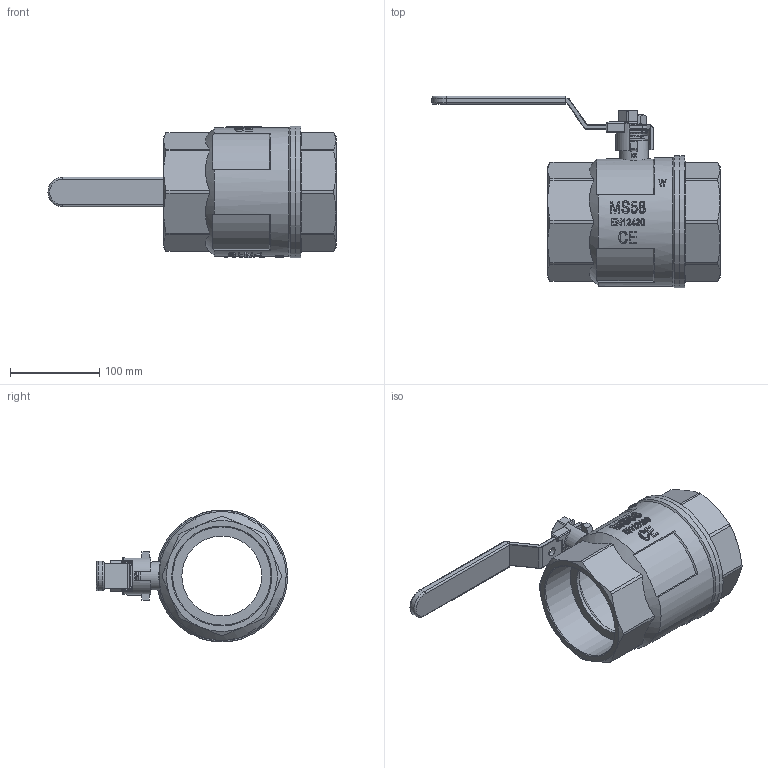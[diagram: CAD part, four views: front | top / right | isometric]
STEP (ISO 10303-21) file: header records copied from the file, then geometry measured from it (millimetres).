
FILE_DESCRIPTION(/* description */ ('Unknown','CAx-IF Rec.Pracs.---Representation and Presentation of Product Manufacturing Information (PMI)---4.0---2014-10-13','CAx-IF Rec.Pracs.---3D Tessellated Geometry---0.4---2014-09-14','2;1'),/* implementation_level */ '2;1');
FILE_NAME(/* name */ '605-12',/* time_stamp */ '2023-09-21T10:59:14+02:00',/* author */ ('Unknown'),/* organization */ ('Unknown'),/* preprocessor_version */ 'ST-DEVELOPER v18.102',/* originating_system */ 'Solid Edge',/* authorisation */ 'Unknown');
FILE_SCHEMA (('AP242_MANAGED_MODEL_BASED_3D_ENGINEERING_MIM_LF { 1 0 10303 442 1 1 4 }'));
Products named in the file (11): 605-12; Edelstahlgriff-DN65-DN80-DN100; Griff; Verschu_; 600-2_1_2-Mutter-st-gr; 600-12; 600-12_Spindel; 600-12_Stopfbuchse; 600-12_Einschraubteil; 600-12_Körper
Assembly tree (10 placements, depth 4):
  605-12
    Edelstahlgriff-DN65-DN80-DN100
      Griff
      Verschu_
      600-2_1_2-Mutter-st-gr
    600-12
      600-12_Spindel
        600-12_Stopfbuchse
        600-12_Spindel
      600-12_Einschraubteil
      600-12_Körper
Bounding box: 322.5 x 214.25 x 147.5 mm (x, y, z)
Volume: 714978.5 mm3; surface area: 249940.4 mm2
Topology: 7 solids, 7 shells, 1536 faces, 4226 edges, 2762 vertices
Faces by surface type: plane 1240, cylinder 178, cone 51, torus 37, sphere 16, bspline 14
Full cylindrical faces by diameter (mm): 10 x1, 14 x1, 17.6 x1, 20 x3, 20.5 x1, 24 x1, 25.1 x1, 26 x1, 26.5 x1, 28 x1, 32 x1, 89.5 x2, 110 x2, 110.072 x2, 134 x1, 136 x1, 136.5 x1, 144 x1, 147.5 x2
Entity records: 62796 total; most frequent: CARTESIAN_POINT 14320, DIRECTION 9128, ORIENTED_EDGE 8318, EDGE_CURVE 4159, AXIS2_PLACEMENT_3D 3599, VERTEX_POINT 2755, LINE 1930, VECTOR 1930
